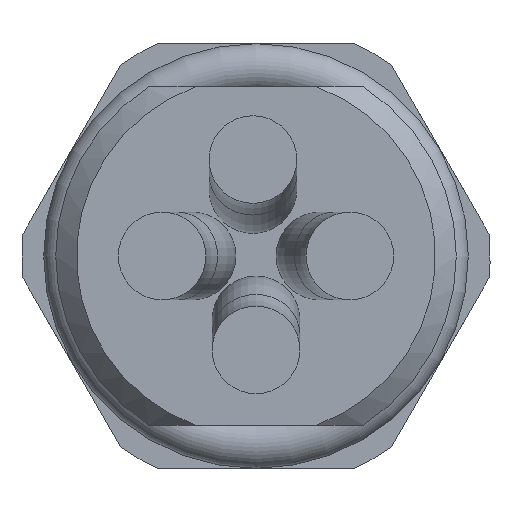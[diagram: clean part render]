
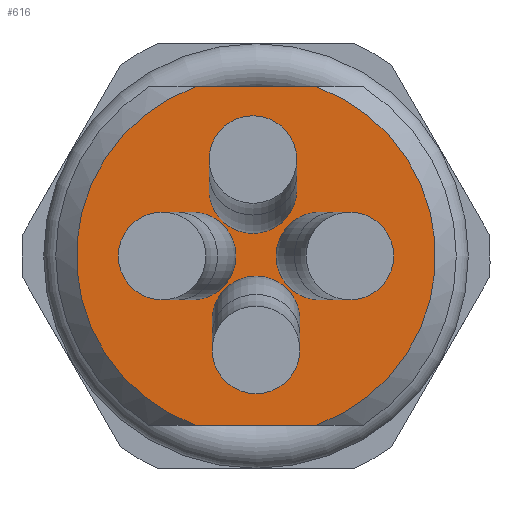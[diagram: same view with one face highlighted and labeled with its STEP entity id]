
A CAD part, front view. The second image highlights one B-rep face of the part: STEP entity #616.
In plain terms, the highlighted planar face has unit normal (0, -1, 0).
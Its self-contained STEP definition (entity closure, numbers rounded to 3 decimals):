
#616=ADVANCED_FACE('',(#836,#837,#838,#839,#840),#728,.T.);
#728=PLANE('',#3284);
#836=FACE_BOUND('',#1053,.T.);
#837=FACE_BOUND('',#1054,.T.);
#838=FACE_BOUND('',#1055,.T.);
#839=FACE_BOUND('',#1056,.T.);
#840=FACE_BOUND('',#1057,.T.);
#1053=EDGE_LOOP('',(#1802,#1803,#1804,#1805));
#1054=EDGE_LOOP('',(#1806));
#1055=EDGE_LOOP('',(#1807));
#1056=EDGE_LOOP('',(#1808));
#1057=EDGE_LOOP('',(#1809));
#1173=CIRCLE('',#3226,1.75);
#1178=CIRCLE('',#3236,1.75);
#1183=CIRCLE('',#3246,1.75);
#1188=CIRCLE('',#3256,1.75);
#1200=CIRCLE('',#3281,7.172);
#1201=CIRCLE('',#3283,7.172);
#1802=ORIENTED_EDGE('',*,*,#2634,.F.);
#1803=ORIENTED_EDGE('',*,*,#2647,.T.);
#1804=ORIENTED_EDGE('',*,*,#2640,.F.);
#1805=ORIENTED_EDGE('',*,*,#2648,.T.);
#1806=ORIENTED_EDGE('',*,*,#2607,.F.);
#1807=ORIENTED_EDGE('',*,*,#2612,.F.);
#1808=ORIENTED_EDGE('',*,*,#2617,.F.);
#1809=ORIENTED_EDGE('',*,*,#2602,.F.);
#2235=VERTEX_POINT('',#5170);
#2240=VERTEX_POINT('',#5185);
#2245=VERTEX_POINT('',#5200);
#2250=VERTEX_POINT('',#5215);
#2264=VERTEX_POINT('',#5275);
#2265=VERTEX_POINT('',#5277);
#2269=VERTEX_POINT('',#5296);
#2270=VERTEX_POINT('',#5298);
#2602=EDGE_CURVE('',#2235,#2235,#1173,.T.);
#2607=EDGE_CURVE('',#2240,#2240,#1178,.T.);
#2612=EDGE_CURVE('',#2245,#2245,#1183,.T.);
#2617=EDGE_CURVE('',#2250,#2250,#1188,.T.);
#2634=EDGE_CURVE('',#2264,#2265,#2862,.T.);
#2640=EDGE_CURVE('',#2269,#2270,#2865,.T.);
#2647=EDGE_CURVE('',#2264,#2270,#1200,.T.);
#2648=EDGE_CURVE('',#2269,#2265,#1201,.T.);
#2862=LINE('',#5276,#3034);
#2865=LINE('',#5297,#3037);
#3034=VECTOR('',#3856,1.);
#3037=VECTOR('',#3861,1.);
#3226=AXIS2_PLACEMENT_3D('',#5169,#3758,#3759);
#3236=AXIS2_PLACEMENT_3D('',#5184,#3778,#3779);
#3246=AXIS2_PLACEMENT_3D('',#5199,#3798,#3799);
#3256=AXIS2_PLACEMENT_3D('',#5214,#3818,#3819);
#3281=AXIS2_PLACEMENT_3D('',#5316,#3874,#3875);
#3283=AXIS2_PLACEMENT_3D('',#5318,#3878,#3879);
#3284=AXIS2_PLACEMENT_3D('',#5319,#3880,#3881);
#3758=DIRECTION('',(0.,-1.,0.));
#3759=DIRECTION('',(0.,0.,1.));
#3778=DIRECTION('',(0.,-1.,0.));
#3779=DIRECTION('',(0.,0.,1.));
#3798=DIRECTION('',(0.,-1.,0.));
#3799=DIRECTION('',(0.,0.,1.));
#3818=DIRECTION('',(0.,-1.,0.));
#3819=DIRECTION('',(0.,0.,1.));
#3856=DIRECTION('',(1.,0.,0.));
#3861=DIRECTION('',(-1.,0.,0.));
#3874=DIRECTION('',(0.,-1.,0.));
#3875=DIRECTION('',(0.,0.,-1.));
#3878=DIRECTION('',(0.,-1.,0.));
#3879=DIRECTION('',(0.,0.,-1.));
#3880=DIRECTION('',(0.,-1.,0.));
#3881=DIRECTION('',(0.,0.,-1.));
#5169=CARTESIAN_POINT('',(49.877,50.,2.652));
#5170=CARTESIAN_POINT('',(49.877,50.,4.402));
#5184=CARTESIAN_POINT('',(47.45,50.,0.));
#5185=CARTESIAN_POINT('',(47.45,50.,1.75));
#5199=CARTESIAN_POINT('',(50.,50.,-2.55));
#5200=CARTESIAN_POINT('',(50.,50.,-0.8));
#5214=CARTESIAN_POINT('',(52.55,50.,0.));
#5215=CARTESIAN_POINT('',(52.55,50.,1.75));
#5275=CARTESIAN_POINT('',(47.576,50.,6.75));
#5276=CARTESIAN_POINT('',(55.85,50.,6.75));
#5277=CARTESIAN_POINT('',(52.424,50.,6.75));
#5296=CARTESIAN_POINT('',(52.424,50.,-6.75));
#5297=CARTESIAN_POINT('',(55.85,50.,-6.75));
#5298=CARTESIAN_POINT('',(47.576,50.,-6.75));
#5316=CARTESIAN_POINT('',(50.,50.,0.));
#5318=CARTESIAN_POINT('',(50.,50.,0.));
#5319=CARTESIAN_POINT('',(55.85,50.,0.));
